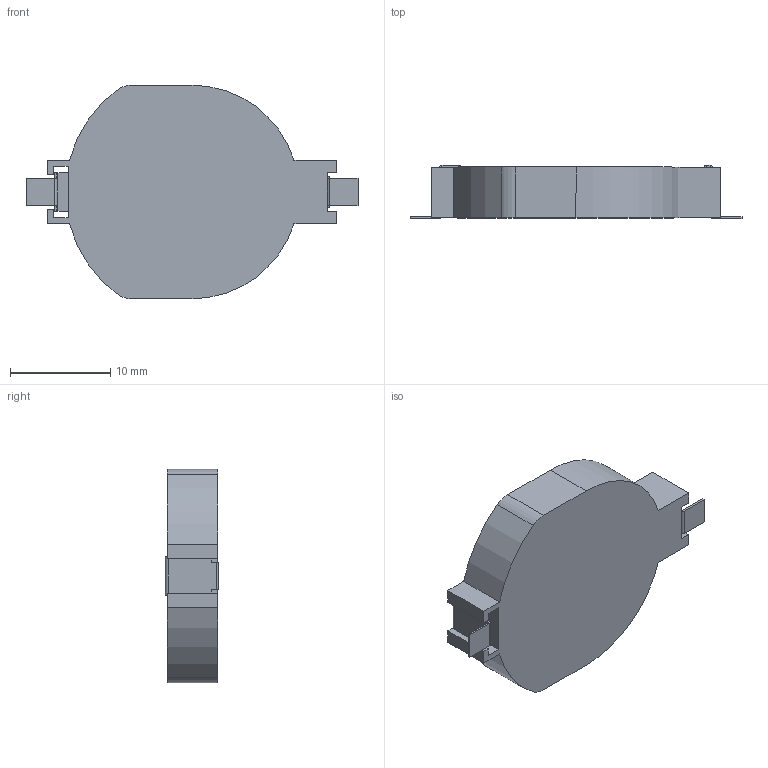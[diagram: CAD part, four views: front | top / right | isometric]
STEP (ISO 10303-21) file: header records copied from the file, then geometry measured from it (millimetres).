
FILE_DESCRIPTION (( 'STEP AP214' ), '1' );
FILE_NAME ('BC2032-F1.STEP', '2019-10-02T14:15:43', ( '' ), ( '' ), 'SwSTEP 2.0', 'SolidWorks 2017', '' );
FILE_SCHEMA (( 'AUTOMOTIVE_DESIGN' ));
Length unit declared in the file: millimetre
Products named in the file (1): BC2032-F1
Bounding box: 33.17 x 5.38 x 21.34 mm (x, y, z)
Volume: 552 mm3; surface area: 2125.1 mm2
Topology: 3 solids, 3 shells, 190 faces, 457 edges, 276 vertices
Faces by surface type: plane 123, cylinder 59, sphere 4, bspline 4
Entity records: 5493 total; most frequent: CARTESIAN_POINT 992, DIRECTION 939, ORIENTED_EDGE 914, EDGE_CURVE 457, LINE 317, VECTOR 317, AXIS2_PLACEMENT_3D 311, VERTEX_POINT 276
